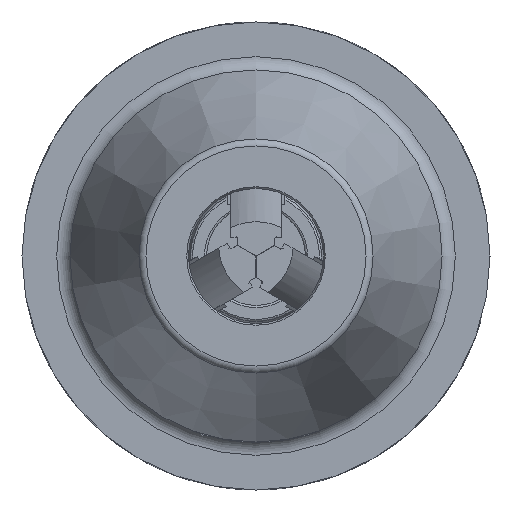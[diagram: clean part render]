
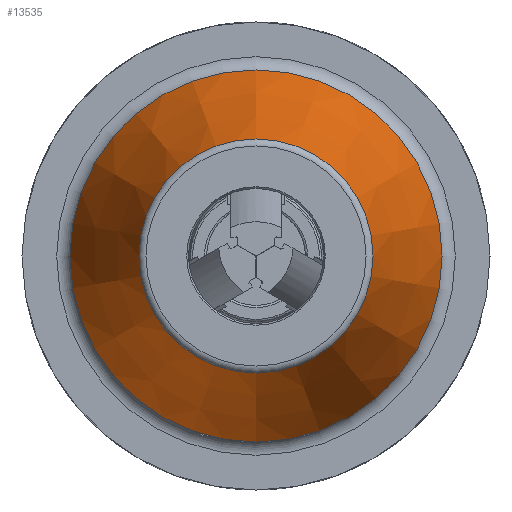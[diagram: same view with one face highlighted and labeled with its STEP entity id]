
A CAD part, left-side view. The second image highlights one B-rep face of the part: STEP entity #13535.
In plain terms, the highlighted conical face has half-angle 20 degrees and reference radius 25.05 mm.
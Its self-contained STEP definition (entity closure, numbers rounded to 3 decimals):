
#1199=CONICAL_SURFACE('',#14733,25.05,0.349);
#1851=FACE_OUTER_BOUND('',#2632,.T.);
#2632=EDGE_LOOP('',(#9802,#9803,#9804,#9805,#9806,#9807));
#3395=LINE('',#27309,#3940);
#3940=VECTOR('',#17045,25.05);
#4544=CIRCLE('',#14728,15.753);
#4545=CIRCLE('',#14729,15.753);
#4549=CIRCLE('',#14734,25.05);
#4550=CIRCLE('',#14735,25.05);
#5396=VERTEX_POINT('',#27295);
#5397=VERTEX_POINT('',#27296);
#5400=VERTEX_POINT('',#27305);
#5401=VERTEX_POINT('',#27306);
#7062=EDGE_CURVE('',#5396,#5397,#4544,.T.);
#7063=EDGE_CURVE('',#5397,#5396,#4545,.T.);
#7067=EDGE_CURVE('',#5400,#5401,#4549,.T.);
#7068=EDGE_CURVE('',#5401,#5400,#4550,.T.);
#7069=EDGE_CURVE('',#5401,#5397,#3395,.T.);
#9802=ORIENTED_EDGE('',*,*,#7067,.F.);
#9803=ORIENTED_EDGE('',*,*,#7068,.F.);
#9804=ORIENTED_EDGE('',*,*,#7069,.T.);
#9805=ORIENTED_EDGE('',*,*,#7063,.T.);
#9806=ORIENTED_EDGE('',*,*,#7062,.T.);
#9807=ORIENTED_EDGE('',*,*,#7069,.F.);
#13535=ADVANCED_FACE('',(#1851),#1199,.T.);
#14728=AXIS2_PLACEMENT_3D('',#27297,#17029,#17030);
#14729=AXIS2_PLACEMENT_3D('',#27298,#17031,#17032);
#14733=AXIS2_PLACEMENT_3D('',#27304,#17039,#17040);
#14734=AXIS2_PLACEMENT_3D('',#27307,#17041,#17042);
#14735=AXIS2_PLACEMENT_3D('',#27308,#17043,#17044);
#17029=DIRECTION('center_axis',(0.,-1.,0.));
#17030=DIRECTION('ref_axis',(0.,0.,-1.));
#17031=DIRECTION('center_axis',(0.,-1.,0.));
#17032=DIRECTION('ref_axis',(0.,0.,-1.));
#17039=DIRECTION('center_axis',(0.,-1.,0.));
#17040=DIRECTION('ref_axis',(0.,0.,-1.));
#17041=DIRECTION('center_axis',(0.,-1.,0.));
#17042=DIRECTION('ref_axis',(0.,0.,-1.));
#17043=DIRECTION('center_axis',(0.,-1.,0.));
#17044=DIRECTION('ref_axis',(0.,0.,-1.));
#17045=DIRECTION('',(0.,0.94,-0.342));
#27295=CARTESIAN_POINT('',(0.,69.342,-15.753));
#27296=CARTESIAN_POINT('',(0.,69.342,15.753));
#27297=CARTESIAN_POINT('Origin',(0.,69.342,0.));
#27298=CARTESIAN_POINT('Origin',(0.,69.342,0.));
#27304=CARTESIAN_POINT('Origin',(0.,43.8,0.));
#27305=CARTESIAN_POINT('',(0.,43.8,-25.05));
#27306=CARTESIAN_POINT('',(0.,43.8,25.05));
#27307=CARTESIAN_POINT('Origin',(0.,43.8,0.));
#27308=CARTESIAN_POINT('Origin',(0.,43.8,0.));
#27309=CARTESIAN_POINT('',(0.,43.8,25.05));
